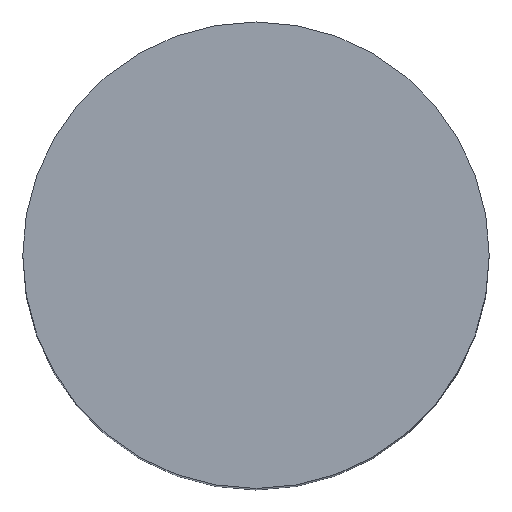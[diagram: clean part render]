
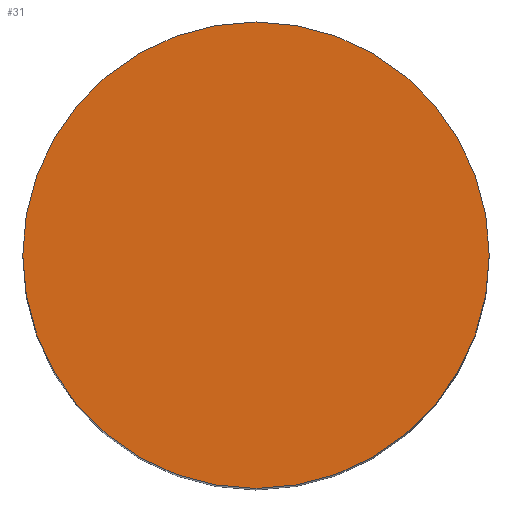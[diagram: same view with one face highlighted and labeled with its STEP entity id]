
A CAD part, top view. The second image highlights one B-rep face of the part: STEP entity #31.
In plain terms, the highlighted planar face has unit normal (0, 0, 1).
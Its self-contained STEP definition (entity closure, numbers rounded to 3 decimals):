
#10 = CIRCLE ( 'NONE', #44, 3.75 ) ;
#11 = CARTESIAN_POINT ( 'NONE',  ( 0., 0., 14. ) ) ;
#13 = PLANE ( 'NONE',  #84 ) ;
#23 = FACE_OUTER_BOUND ( 'NONE', #25, .T. ) ;
#25 = EDGE_LOOP ( 'NONE', ( #35, #143 ) ) ;
#28 = CARTESIAN_POINT ( 'NONE',  ( 3.75, 0., 14. ) ) ;
#31 = ADVANCED_FACE ( 'NONE', ( #23 ), #13, .T. ) ;
#35 = ORIENTED_EDGE ( 'NONE', *, *, #97, .T. ) ;
#37 = DIRECTION ( 'NONE',  ( 1., 0., 0. ) ) ;
#44 = AXIS2_PLACEMENT_3D ( 'NONE', #11, #60, #37 ) ;
#52 = DIRECTION ( 'NONE',  ( 0., 0., 1. ) ) ;
#53 = EDGE_CURVE ( 'NONE', #173, #90, #10, .T. ) ;
#60 = DIRECTION ( 'NONE',  ( 0., 0., 1. ) ) ;
#62 = DIRECTION ( 'NONE',  ( 0., 0., 1. ) ) ;
#76 = CARTESIAN_POINT ( 'NONE',  ( 0., 0., 14. ) ) ;
#82 = CARTESIAN_POINT ( 'NONE',  ( -3.75, 0., 14. ) ) ;
#84 = AXIS2_PLACEMENT_3D ( 'NONE', #76, #62, #125 ) ;
#90 = VERTEX_POINT ( 'NONE', #82 ) ;
#97 = EDGE_CURVE ( 'NONE', #90, #173, #128, .T. ) ;
#113 = AXIS2_PLACEMENT_3D ( 'NONE', #166, #52, #134 ) ;
#125 = DIRECTION ( 'NONE',  ( 1., 0., 0. ) ) ;
#128 = CIRCLE ( 'NONE', #113, 3.75 ) ;
#134 = DIRECTION ( 'NONE',  ( 1., 0., 0. ) ) ;
#143 = ORIENTED_EDGE ( 'NONE', *, *, #53, .T. ) ;
#166 = CARTESIAN_POINT ( 'NONE',  ( 0., 0., 14. ) ) ;
#173 = VERTEX_POINT ( 'NONE', #28 ) ;
